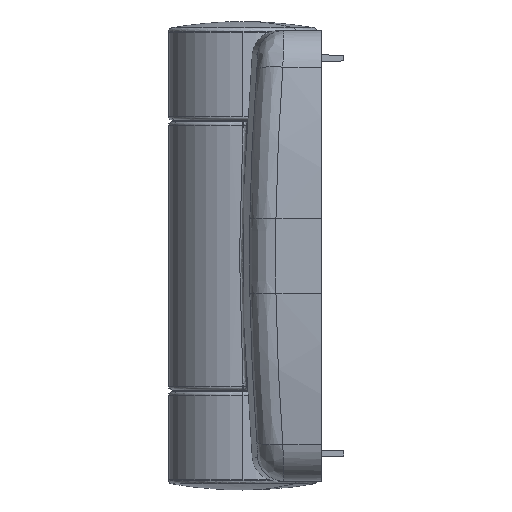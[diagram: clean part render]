
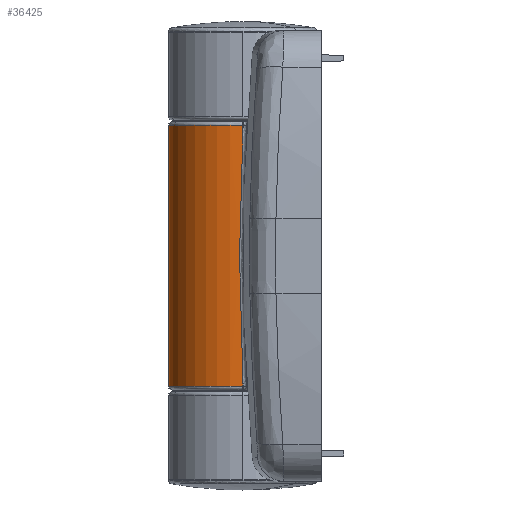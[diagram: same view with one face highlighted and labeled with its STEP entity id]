
A CAD part, left-side view. The second image highlights one B-rep face of the part: STEP entity #36425.
In plain terms, the highlighted cylindrical face has radius 10 mm (diameter 20 mm), a partial arc.
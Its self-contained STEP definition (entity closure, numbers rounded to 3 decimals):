
#1284 = LINE ( 'NONE', #2941, #15324 ) ;
#2941 = CARTESIAN_POINT ( 'NONE',  ( 10., 0., -30. ) ) ;
#3130 = DIRECTION ( 'NONE',  ( -1., 0., 0. ) ) ;
#3204 = CARTESIAN_POINT ( 'NONE',  ( 0., 0., 17.5 ) ) ;
#3248 = DIRECTION ( 'NONE',  ( 0., 0., 1. ) ) ;
#3468 = VERTEX_POINT ( 'NONE', #10480 ) ;
#5293 = CARTESIAN_POINT ( 'NONE',  ( 0., 0., -17.5 ) ) ;
#5666 = CARTESIAN_POINT ( 'NONE',  ( -10., 0., -17.023 ) ) ;
#5682 = CARTESIAN_POINT ( 'NONE',  ( -10., 0., 17.023 ) ) ;
#6067 = EDGE_CURVE ( 'NONE', #15530, #27233, #17463, .T. ) ;
#7044 = AXIS2_PLACEMENT_3D ( 'NONE', #3204, #3248, #3130 ) ;
#7228 = VECTOR ( 'NONE', #23883, 1000. ) ;
#7472 = EDGE_CURVE ( 'NONE', #3468, #15530, #1284, .T. ) ;
#8071 = DIRECTION ( 'NONE',  ( 1., 0., 0. ) ) ;
#8142 = CARTESIAN_POINT ( 'NONE',  ( -10., 0., -17.023 ) ) ;
#8619 = EDGE_CURVE ( 'NONE', #11560, #27233, #36369, .T. ) ;
#8625 = CIRCLE ( 'NONE', #17101, 10. ) ;
#10480 = CARTESIAN_POINT ( 'NONE',  ( 10., 0., -17.5 ) ) ;
#11002 = CARTESIAN_POINT ( 'NONE',  ( -10., 0.307, -11.349 ) ) ;
#11560 = VERTEX_POINT ( 'NONE', #5682 ) ;
#12588 = DIRECTION ( 'NONE',  ( 0., 0., 1. ) ) ;
#13194 = DIRECTION ( 'NONE',  ( 0., 0., 1. ) ) ;
#13850 = CARTESIAN_POINT ( 'NONE',  ( -10., 0.307, 11.349 ) ) ;
#14072 = VERTEX_POINT ( 'NONE', #5666 ) ;
#15153 = CYLINDRICAL_SURFACE ( 'NONE', #34139, 10. ) ;
#15324 = VECTOR ( 'NONE', #13194, 1000. ) ;
#15530 = VERTEX_POINT ( 'NONE', #33704 ) ;
#16197 = EDGE_CURVE ( 'NONE', #3468, #25012, #8625, .T. ) ;
#16425 = ORIENTED_EDGE ( 'NONE', *, *, #26695, .T. ) ;
#16553 = LINE ( 'NONE', #36108, #30699 ) ;
#16808 = EDGE_CURVE ( 'NONE', #14072, #11560, #21918, .T. ) ;
#17053 = ORIENTED_EDGE ( 'NONE', *, *, #7472, .F. ) ;
#17101 = AXIS2_PLACEMENT_3D ( 'NONE', #5293, #24995, #8071 ) ;
#17463 = CIRCLE ( 'NONE', #7044, 10. ) ;
#18650 = FACE_OUTER_BOUND ( 'NONE', #31910, .T. ) ;
#19141 = DIRECTION ( 'NONE',  ( 0., 0., 1. ) ) ;
#19446 = ORIENTED_EDGE ( 'NONE', *, *, #16808, .T. ) ;
#20815 = ORIENTED_EDGE ( 'NONE', *, *, #8619, .T. ) ;
#21918 = B_SPLINE_CURVE_WITH_KNOTS ( 'NONE', 3,
 ( #8142, #11002, #30768, #13850, #33621 ),
 .UNSPECIFIED., .F., .F.,
 ( 4, 1, 4 ),
 ( 0., 0.5, 1. ),
 .UNSPECIFIED. ) ;
#22348 = ORIENTED_EDGE ( 'NONE', *, *, #16197, .T. ) ;
#22617 = CARTESIAN_POINT ( 'NONE',  ( -10., 0., -30. ) ) ;
#23883 = DIRECTION ( 'NONE',  ( 0., 0., 1. ) ) ;
#23934 = DIRECTION ( 'NONE',  ( 1., 0., 0. ) ) ;
#24088 = CARTESIAN_POINT ( 'NONE',  ( -10., 0., 17.5 ) ) ;
#24612 = CARTESIAN_POINT ( 'NONE',  ( -10., 0., -17.5 ) ) ;
#24995 = DIRECTION ( 'NONE',  ( 0., 0., 1. ) ) ;
#25012 = VERTEX_POINT ( 'NONE', #24612 ) ;
#26684 = ORIENTED_EDGE ( 'NONE', *, *, #6067, .F. ) ;
#26695 = EDGE_CURVE ( 'NONE', #25012, #14072, #16553, .T. ) ;
#27233 = VERTEX_POINT ( 'NONE', #24088 ) ;
#29512 = CARTESIAN_POINT ( 'NONE',  ( 0., 0., -30. ) ) ;
#30699 = VECTOR ( 'NONE', #19141, 1000. ) ;
#30768 = CARTESIAN_POINT ( 'NONE',  ( -9.979, 0.613, 0. ) ) ;
#31910 = EDGE_LOOP ( 'NONE', ( #22348, #16425, #19446, #20815, #26684, #17053 ) ) ;
#33621 = CARTESIAN_POINT ( 'NONE',  ( -10., 0., 17.023 ) ) ;
#33704 = CARTESIAN_POINT ( 'NONE',  ( 10., 0., 17.5 ) ) ;
#34139 = AXIS2_PLACEMENT_3D ( 'NONE', #29512, #12588, #23934 ) ;
#36108 = CARTESIAN_POINT ( 'NONE',  ( -10., 0., -30. ) ) ;
#36369 = LINE ( 'NONE', #22617, #7228 ) ;
#36425 = ADVANCED_FACE ( 'NONE', ( #18650 ), #15153, .T. ) ;
